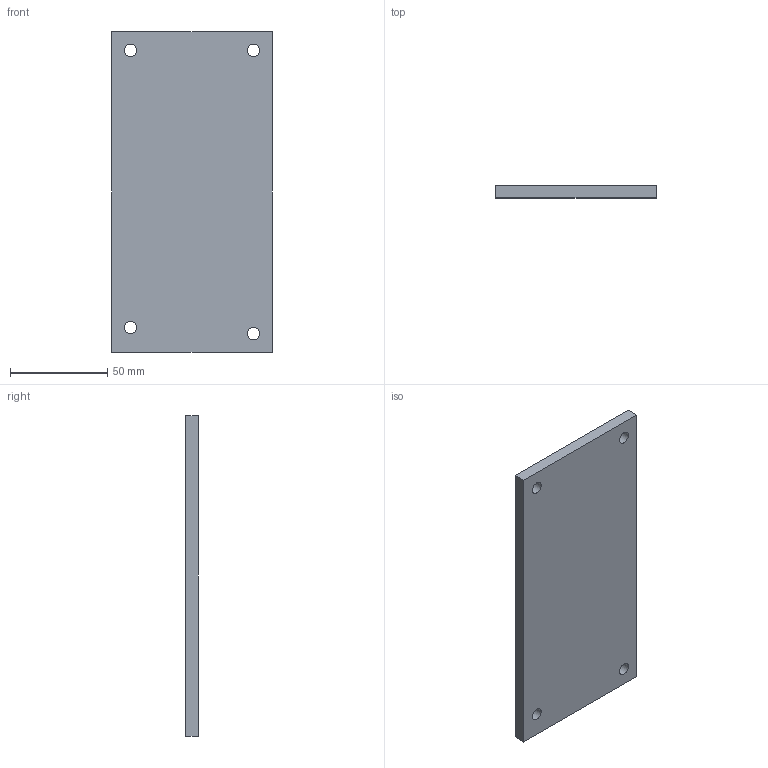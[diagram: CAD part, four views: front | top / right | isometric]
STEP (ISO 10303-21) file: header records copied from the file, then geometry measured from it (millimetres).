
FILE_DESCRIPTION(/* description */ (''),/* implementation_level */ '2;1');
FILE_NAME(/* name */ 'Jason_nameplate_lowered16.stp',/* time_stamp */ '2016-09-23T13:12:40-04:00',/* author */ ('jhaun'),/* organization */ (''),/* preprocessor_version */ 'ST-DEVELOPER v16.1',/* originating_system */ 'Autodesk Inventor 2016',/* authorisation */ '');
FILE_SCHEMA (('AUTOMOTIVE_DESIGN { 1 0 10303 214 3 1 1 }'));
Length unit declared in the file: inch
Products named in the file (1): Jason_nameplate_lowered16
Bounding box: 82.55 x 6.35 x 165.1 mm (x, y, z)
Volume: 79065.5 mm3; surface area: 32845 mm2
Topology: 1 solids, 1 shells, 67 faces, 174 edges, 116 vertices
Faces by surface type: plane 38, cylinder 29
Full cylindrical faces by diameter (mm): 6.35 x4
Entity records: 2088 total; most frequent: DIRECTION 364, CARTESIAN_POINT 354, ORIENTED_EDGE 340, EDGE_CURVE 170, AXIS2_PLACEMENT_3D 126, VERTEX_POINT 116, LINE 112, VECTOR 112
